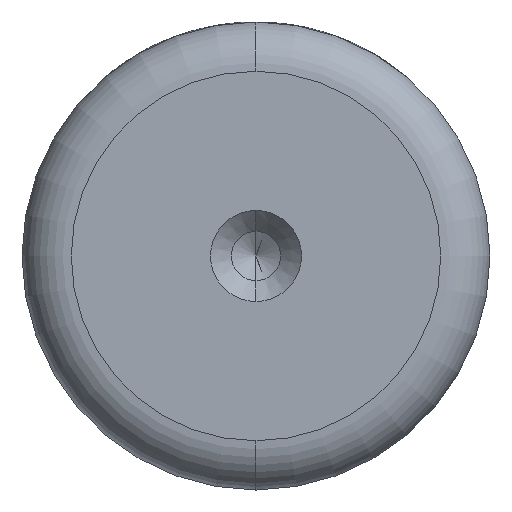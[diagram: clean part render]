
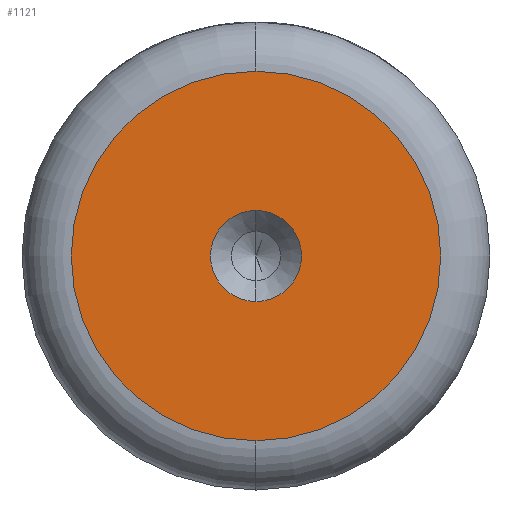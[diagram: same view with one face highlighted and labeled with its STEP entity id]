
A CAD part, left-side view. The second image highlights one B-rep face of the part: STEP entity #1121.
In plain terms, the highlighted planar face has unit normal (-1, 0, 0).
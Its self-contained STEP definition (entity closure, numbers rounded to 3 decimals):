
#2 = CIRCLE ( 'NONE', #546, 1.85 ) ;
#41 = CARTESIAN_POINT ( 'NONE',  ( 0., 0., 0. ) ) ;
#94 = CARTESIAN_POINT ( 'NONE',  ( 0., 0., 0. ) ) ;
#116 = VERTEX_POINT ( 'NONE', #526 ) ;
#120 = VERTEX_POINT ( 'NONE', #726 ) ;
#134 = ORIENTED_EDGE ( 'NONE', *, *, #1145, .T. ) ;
#145 = DIRECTION ( 'NONE',  ( 0., 0., 1. ) ) ;
#153 = DIRECTION ( 'NONE',  ( -1., 0., 0. ) ) ;
#188 = CIRCLE ( 'NONE', #722, 7.5 ) ;
#225 = CARTESIAN_POINT ( 'NONE',  ( 0., 0., 0. ) ) ;
#328 = DIRECTION ( 'NONE',  ( 0., 0., 1. ) ) ;
#350 = CARTESIAN_POINT ( 'NONE',  ( 0., 0., 1.85 ) ) ;
#420 = VERTEX_POINT ( 'NONE', #350 ) ;
#431 = DIRECTION ( 'NONE',  ( -1., 0., 0. ) ) ;
#457 = CIRCLE ( 'NONE', #755, 1.85 ) ;
#473 = FACE_OUTER_BOUND ( 'NONE', #822, .T. ) ;
#480 = VERTEX_POINT ( 'NONE', #728 ) ;
#526 = CARTESIAN_POINT ( 'NONE',  ( 0., 0., -7.5 ) ) ;
#546 = AXIS2_PLACEMENT_3D ( 'NONE', #1065, #431, #1175 ) ;
#574 = AXIS2_PLACEMENT_3D ( 'NONE', #225, #948, #328 ) ;
#590 = AXIS2_PLACEMENT_3D ( 'NONE', #94, #1360, #713 ) ;
#604 = ORIENTED_EDGE ( 'NONE', *, *, #1284, .F. ) ;
#621 = PLANE ( 'NONE',  #590 ) ;
#713 = DIRECTION ( 'NONE',  ( 0., 0., 1. ) ) ;
#720 = ORIENTED_EDGE ( 'NONE', *, *, #944, .T. ) ;
#722 = AXIS2_PLACEMENT_3D ( 'NONE', #762, #153, #864 ) ;
#726 = CARTESIAN_POINT ( 'NONE',  ( 0., 0., 7.5 ) ) ;
#728 = CARTESIAN_POINT ( 'NONE',  ( 0., 0., -1.85 ) ) ;
#755 = AXIS2_PLACEMENT_3D ( 'NONE', #41, #761, #145 ) ;
#761 = DIRECTION ( 'NONE',  ( -1., 0., 0. ) ) ;
#762 = CARTESIAN_POINT ( 'NONE',  ( 0., 0., 0. ) ) ;
#822 = EDGE_LOOP ( 'NONE', ( #134, #720 ) ) ;
#864 = DIRECTION ( 'NONE',  ( 0., 0., 1. ) ) ;
#927 = EDGE_CURVE ( 'NONE', #480, #420, #457, .T. ) ;
#944 = EDGE_CURVE ( 'NONE', #116, #120, #188, .T. ) ;
#948 = DIRECTION ( 'NONE',  ( -1., 0., 0. ) ) ;
#996 = CIRCLE ( 'NONE', #574, 7.5 ) ;
#1049 = EDGE_LOOP ( 'NONE', ( #604, #1305 ) ) ;
#1065 = CARTESIAN_POINT ( 'NONE',  ( 0., 0., 0. ) ) ;
#1121 = ADVANCED_FACE ( 'NONE', ( #1287, #473 ), #621, .T. ) ;
#1145 = EDGE_CURVE ( 'NONE', #120, #116, #996, .T. ) ;
#1175 = DIRECTION ( 'NONE',  ( 0., 0., 1. ) ) ;
#1284 = EDGE_CURVE ( 'NONE', #420, #480, #2, .T. ) ;
#1287 = FACE_BOUND ( 'NONE', #1049, .T. ) ;
#1305 = ORIENTED_EDGE ( 'NONE', *, *, #927, .F. ) ;
#1360 = DIRECTION ( 'NONE',  ( -1., 0., 0. ) ) ;
